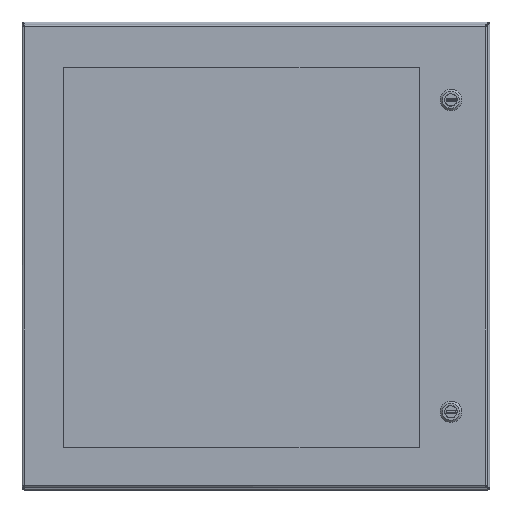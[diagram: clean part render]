
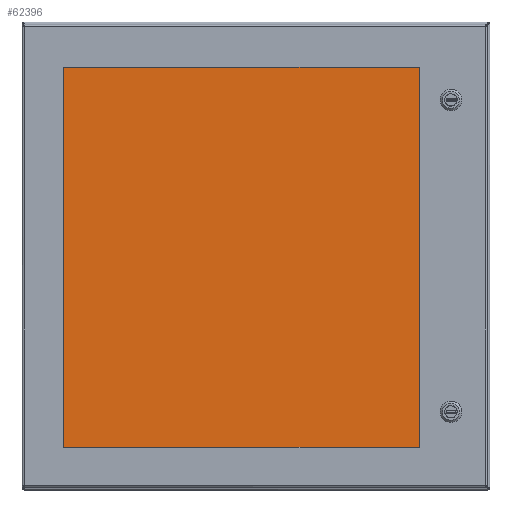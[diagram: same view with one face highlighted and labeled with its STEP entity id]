
A CAD part, top view. The second image highlights one B-rep face of the part: STEP entity #62396.
In plain terms, the highlighted planar face has unit normal (0, 0, 1).
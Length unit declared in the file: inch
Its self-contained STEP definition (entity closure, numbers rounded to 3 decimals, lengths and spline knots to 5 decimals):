
#2091 = VERTEX_POINT ( 'NONE', #55713 ) ;
#8823 = CARTESIAN_POINT ( 'NONE',  ( 20.875, 22.1875, 6.8435 ) ) ;
#17292 = ORIENTED_EDGE ( 'NONE', *, *, #71579, .F. ) ;
#22463 = ORIENTED_EDGE ( 'NONE', *, *, #54777, .F. ) ;
#24811 = ORIENTED_EDGE ( 'NONE', *, *, #85607, .F. ) ;
#25664 = EDGE_CURVE ( 'NONE', #111643, #107982, #37857, .T. ) ;
#28205 = CARTESIAN_POINT ( 'NONE',  ( 1.625, 1.6875, 6.8435 ) ) ;
#34311 = DIRECTION ( 'NONE',  ( -1., 0., 0. ) ) ;
#35176 = AXIS2_PLACEMENT_3D ( 'NONE', #79672, #37034, #111711 ) ;
#35444 = LINE ( 'NONE', #114091, #106065 ) ;
#36056 = EDGE_LOOP ( 'NONE', ( #17292, #112275, #24811, #22463 ) ) ;
#37034 = DIRECTION ( 'NONE',  ( 0., 0., 1. ) ) ;
#37857 = LINE ( 'NONE', #119773, #79795 ) ;
#45052 = CARTESIAN_POINT ( 'NONE',  ( 20.875, 1.6875, 6.8435 ) ) ;
#47819 = PLANE ( 'NONE',  #35176 ) ;
#51511 = LINE ( 'NONE', #94930, #91799 ) ;
#51564 = VERTEX_POINT ( 'NONE', #28205 ) ;
#51770 = FACE_OUTER_BOUND ( 'NONE', #36056, .T. ) ;
#54456 = DIRECTION ( 'NONE',  ( 1., 0., 0. ) ) ;
#54777 = EDGE_CURVE ( 'NONE', #2091, #51564, #68010, .T. ) ;
#55713 = CARTESIAN_POINT ( 'NONE',  ( 20.875, 1.6875, 6.8435 ) ) ;
#62396 = ADVANCED_FACE ( 'NONE', ( #51770 ), #47819, .T. ) ;
#68010 = LINE ( 'NONE', #45052, #138871 ) ;
#71418 = DIRECTION ( 'NONE',  ( 0., -1., 0. ) ) ;
#71579 = EDGE_CURVE ( 'NONE', #107982, #2091, #51511, .T. ) ;
#79672 = CARTESIAN_POINT ( 'NONE',  ( 11.25, 11.9375, 6.8435 ) ) ;
#79795 = VECTOR ( 'NONE', #54456, 39.37008 ) ;
#85607 = EDGE_CURVE ( 'NONE', #51564, #111643, #35444, .T. ) ;
#86597 = CARTESIAN_POINT ( 'NONE',  ( 1.625, 22.1875, 6.8435 ) ) ;
#91799 = VECTOR ( 'NONE', #71418, 39.37008 ) ;
#94930 = CARTESIAN_POINT ( 'NONE',  ( 20.875, 22.1875, 6.8435 ) ) ;
#106065 = VECTOR ( 'NONE', #134898, 39.37008 ) ;
#107982 = VERTEX_POINT ( 'NONE', #8823 ) ;
#111643 = VERTEX_POINT ( 'NONE', #86597 ) ;
#111711 = DIRECTION ( 'NONE',  ( 1., 0., 0. ) ) ;
#112275 = ORIENTED_EDGE ( 'NONE', *, *, #25664, .F. ) ;
#114091 = CARTESIAN_POINT ( 'NONE',  ( 1.625, 1.6875, 6.8435 ) ) ;
#119773 = CARTESIAN_POINT ( 'NONE',  ( 1.625, 22.1875, 6.8435 ) ) ;
#134898 = DIRECTION ( 'NONE',  ( 0., 1., 0. ) ) ;
#138871 = VECTOR ( 'NONE', #34311, 39.37008 ) ;
